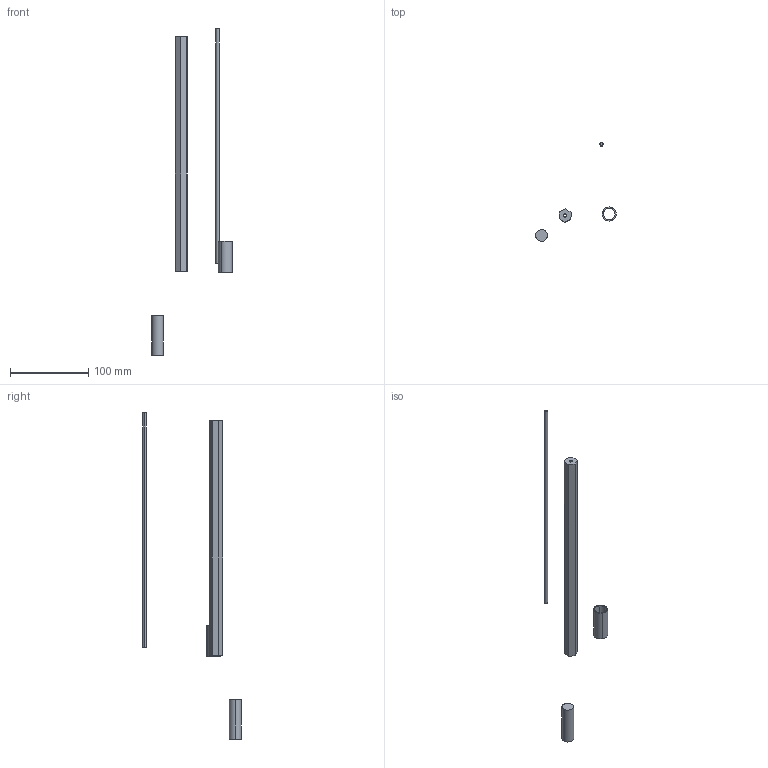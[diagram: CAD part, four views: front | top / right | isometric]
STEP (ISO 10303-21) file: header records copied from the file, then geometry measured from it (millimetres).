
FILE_DESCRIPTION (( 'STEP AP214' ), '1' );
FILE_NAME ('Pencil1.STEP', '2018-07-22T16:31:29', ( '' ), ( '' ), 'SwSTEP 2.0', 'SolidWorks 2013', '' );
FILE_SCHEMA (( 'AUTOMOTIVE_DESIGN' ));
Length unit declared in the file: millimetre
Products named in the file (5): eraser_1; body_1; ink_1; Pencil1; eraser holder_1
Assembly tree (4 placements, depth 2):
  Pencil1
    body_1
    ink_1
    eraser_1
    eraser holder_1
Bounding box: 102.81 x 125.45 x 416.9 mm (x, y, z)
Volume: 70402.6 mm3; surface area: 30530 mm2
Topology: 4 solids, 4 shells, 24 faces, 48 edges, 32 vertices
Faces by surface type: plane 14, cylinder 10
Entity records: 838 total; most frequent: DIRECTION 130, CARTESIAN_POINT 111, ORIENTED_EDGE 96, AXIS2_PLACEMENT_3D 51, EDGE_CURVE 48, VERTEX_POINT 32, LINE 28, EDGE_LOOP 28
